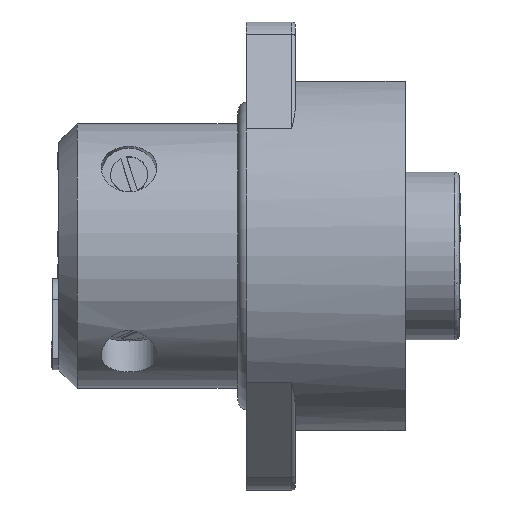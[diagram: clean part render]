
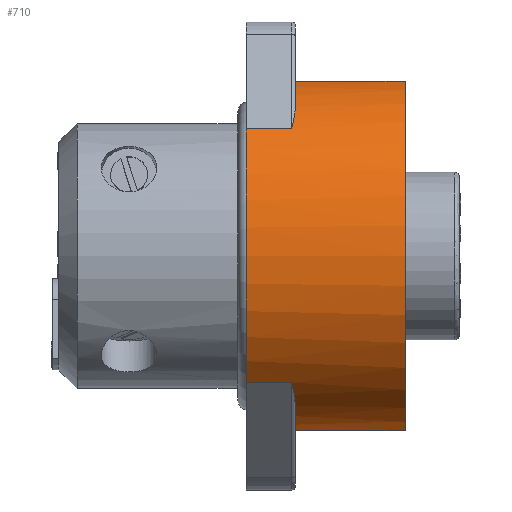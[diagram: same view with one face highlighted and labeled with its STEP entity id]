
A CAD part, top view. The second image highlights one B-rep face of the part: STEP entity #710.
In plain terms, the highlighted cylindrical face has radius 14.5 mm (diameter 29 mm), a partial arc.
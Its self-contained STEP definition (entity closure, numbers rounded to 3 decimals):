
#124=CYLINDRICAL_SURFACE('',#5921,14.5);
#265=FACE_OUTER_BOUND('',#2261,.T.);
#570=B_SPLINE_CURVE_WITH_KNOTS('',3,(#8487,#8488,#8489,#8490,#8491,#8492,
#8493,#8494,#8495,#8496),.UNSPECIFIED.,.F.,.F.,(4,3,3,4),(0.,0.202,
0.992,1.),.UNSPECIFIED.);
#571=B_SPLINE_CURVE_WITH_KNOTS('',3,(#8501,#8502,#8503,#8504),
 .UNSPECIFIED.,.F.,.F.,(4,4),(0.,1.),.UNSPECIFIED.);
#710=ADVANCED_FACE('',(#265),#124,.T.);
#1274=LINE('',#8483,#1663);
#1275=LINE('',#8498,#1664);
#1276=LINE('',#8499,#1665);
#1277=LINE('',#8508,#1666);
#1663=VECTOR('',#6613,1.);
#1664=VECTOR('',#6616,1.);
#1665=VECTOR('',#6617,1.);
#1666=VECTOR('',#6620,1.);
#2261=EDGE_LOOP('',(#2781,#2782,#2783,#2784,#2785,#2786,#2787,#2788,#2789,
#2790));
#2781=ORIENTED_EDGE('',*,*,#4902,.T.);
#2782=ORIENTED_EDGE('',*,*,#4903,.T.);
#2783=ORIENTED_EDGE('',*,*,#4904,.F.);
#2784=ORIENTED_EDGE('',*,*,#4905,.T.);
#2785=ORIENTED_EDGE('',*,*,#4906,.F.);
#2786=ORIENTED_EDGE('',*,*,#4817,.F.);
#2787=ORIENTED_EDGE('',*,*,#4907,.T.);
#2788=ORIENTED_EDGE('',*,*,#4908,.T.);
#2789=ORIENTED_EDGE('',*,*,#4909,.T.);
#2790=ORIENTED_EDGE('',*,*,#4910,.T.);
#4278=VERTEX_POINT('',#8116);
#4280=VERTEX_POINT('',#8119);
#4363=VERTEX_POINT('',#8481);
#4364=VERTEX_POINT('',#8482);
#4365=VERTEX_POINT('',#8484);
#4366=VERTEX_POINT('',#8486);
#4367=VERTEX_POINT('',#8497);
#4368=VERTEX_POINT('',#8500);
#4369=VERTEX_POINT('',#8505);
#4370=VERTEX_POINT('',#8507);
#4817=EDGE_CURVE('',#4278,#4280,#5608,.T.);
#4902=EDGE_CURVE('',#4363,#4364,#5652,.T.);
#4903=EDGE_CURVE('',#4364,#4365,#1274,.T.);
#4904=EDGE_CURVE('',#4366,#4365,#5653,.T.);
#4905=EDGE_CURVE('',#4366,#4367,#570,.T.);
#4906=EDGE_CURVE('',#4280,#4367,#1275,.T.);
#4907=EDGE_CURVE('',#4278,#4368,#1276,.T.);
#4908=EDGE_CURVE('',#4368,#4369,#571,.T.);
#4909=EDGE_CURVE('',#4369,#4370,#5654,.T.);
#4910=EDGE_CURVE('',#4370,#4363,#1277,.T.);
#5608=CIRCLE('',#5852,14.5);
#5652=CIRCLE('',#5918,14.5);
#5653=CIRCLE('',#5919,14.5);
#5654=CIRCLE('',#5920,14.5);
#5852=AXIS2_PLACEMENT_3D('',#8118,#6472,#6473);
#5918=AXIS2_PLACEMENT_3D('',#8480,#6611,#6612);
#5919=AXIS2_PLACEMENT_3D('',#8485,#6614,#6615);
#5920=AXIS2_PLACEMENT_3D('',#8506,#6618,#6619);
#5921=AXIS2_PLACEMENT_3D('',#8509,#6621,#6622);
#6472=DIRECTION('',(-1.,0.,0.));
#6473=DIRECTION('',(0.,0.,-1.));
#6611=DIRECTION('',(-1.,0.,0.));
#6612=DIRECTION('',(0.,1.,0.));
#6613=DIRECTION('',(-1.,0.,0.));
#6614=DIRECTION('',(-1.,0.,0.));
#6615=DIRECTION('',(0.,0.,-1.));
#6616=DIRECTION('',(1.,0.,0.));
#6617=DIRECTION('',(1.,0.,0.));
#6618=DIRECTION('',(1.,0.,0.));
#6619=DIRECTION('',(0.,0.,1.));
#6620=DIRECTION('',(1.,0.,0.));
#6621=DIRECTION('',(1.,0.,0.));
#6622=DIRECTION('',(0.,-1.,0.));
#8116=CARTESIAN_POINT('',(15.2,-10.29,10.216));
#8118=CARTESIAN_POINT('',(15.2,0.,0.));
#8119=CARTESIAN_POINT('',(15.2,10.29,10.216));
#8480=CARTESIAN_POINT('',(28.1,0.,0.));
#8481=CARTESIAN_POINT('',(28.1,-14.166,3.095));
#8482=CARTESIAN_POINT('',(28.1,14.166,3.095));
#8483=CARTESIAN_POINT('',(0.,14.166,3.095));
#8484=CARTESIAN_POINT('',(19.2,14.166,3.095));
#8485=CARTESIAN_POINT('',(19.2,0.,0.));
#8486=CARTESIAN_POINT('',(19.2,12.145,7.922));
#8487=CARTESIAN_POINT('',(19.2,12.145,7.922));
#8488=CARTESIAN_POINT('',(19.2,12.035,8.09));
#8489=CARTESIAN_POINT('',(19.192,11.922,8.255));
#8490=CARTESIAN_POINT('',(19.179,11.806,8.418));
#8491=CARTESIAN_POINT('',(19.13,11.354,9.053));
#8492=CARTESIAN_POINT('',(19.015,10.851,9.649));
#8493=CARTESIAN_POINT('',(18.903,10.307,10.199));
#8494=CARTESIAN_POINT('',(18.902,10.302,10.204));
#8495=CARTESIAN_POINT('',(18.901,10.296,10.21));
#8496=CARTESIAN_POINT('',(18.9,10.29,10.216));
#8497=CARTESIAN_POINT('',(18.9,10.29,10.216));
#8498=CARTESIAN_POINT('',(15.2,10.29,10.216));
#8499=CARTESIAN_POINT('',(15.2,-10.29,10.216));
#8500=CARTESIAN_POINT('',(18.9,-10.29,10.216));
#8501=CARTESIAN_POINT('',(18.9,-10.29,10.216));
#8502=CARTESIAN_POINT('',(19.043,-10.988,9.512));
#8503=CARTESIAN_POINT('',(19.2,-11.603,8.753));
#8504=CARTESIAN_POINT('',(19.2,-12.145,7.922));
#8505=CARTESIAN_POINT('',(19.2,-12.145,7.922));
#8506=CARTESIAN_POINT('',(19.2,0.,0.));
#8507=CARTESIAN_POINT('',(19.2,-14.166,3.095));
#8508=CARTESIAN_POINT('',(0.,-14.166,3.095));
#8509=CARTESIAN_POINT('',(0.,0.,0.));
